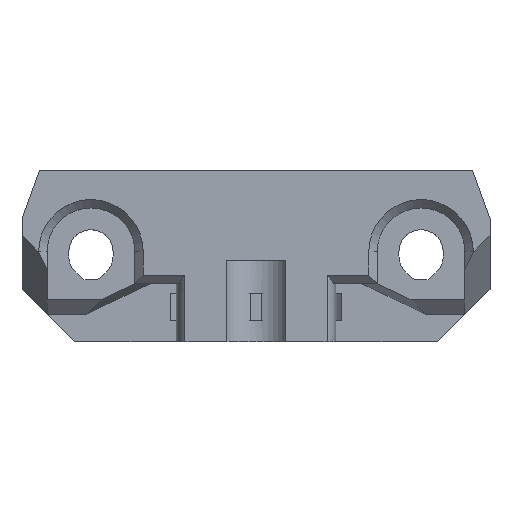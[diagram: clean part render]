
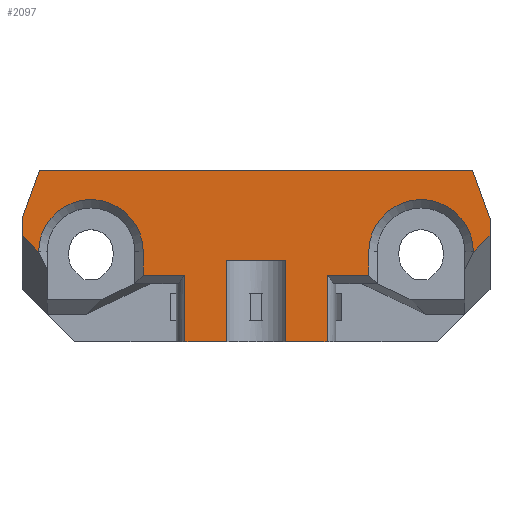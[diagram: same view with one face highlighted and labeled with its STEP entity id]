
A CAD part, top view. The second image highlights one B-rep face of the part: STEP entity #2097.
In plain terms, the highlighted planar face has unit normal (0, 0, 1).
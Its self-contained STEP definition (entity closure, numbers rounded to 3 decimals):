
#45=CIRCLE('',#2231,6.25);
#48=CIRCLE('',#2241,6.25);
#100=FACE_OUTER_BOUND('',#219,.T.);
#219=EDGE_LOOP('',(#1404,#1405,#1406,#1407,#1408,#1409,#1410,#1411,#1412,
#1413,#1414,#1415,#1416,#1417,#1418,#1419,#1420,#1421,#1422,#1423,#1424,
#1425));
#335=LINE('',#3003,#597);
#338=LINE('',#3014,#600);
#344=LINE('',#3028,#606);
#349=LINE('',#3040,#611);
#352=LINE('',#3051,#614);
#354=LINE('',#3055,#616);
#355=LINE('',#3057,#617);
#356=LINE('',#3059,#618);
#357=LINE('',#3061,#619);
#358=LINE('',#3063,#620);
#359=LINE('',#3065,#621);
#360=LINE('',#3066,#622);
#361=LINE('',#3068,#623);
#362=LINE('',#3070,#624);
#363=LINE('',#3072,#625);
#364=LINE('',#3074,#626);
#365=LINE('',#3076,#627);
#366=LINE('',#3078,#628);
#367=LINE('',#3080,#629);
#368=LINE('',#3081,#630);
#597=VECTOR('',#2403,10.);
#600=VECTOR('',#2414,10.);
#606=VECTOR('',#2428,10.);
#611=VECTOR('',#2437,10.);
#614=VECTOR('',#2448,10.);
#616=VECTOR('',#2452,10.);
#617=VECTOR('',#2453,10.);
#618=VECTOR('',#2454,10.);
#619=VECTOR('',#2455,10.);
#620=VECTOR('',#2456,10.);
#621=VECTOR('',#2457,10.);
#622=VECTOR('',#2458,10.);
#623=VECTOR('',#2459,10.);
#624=VECTOR('',#2460,10.);
#625=VECTOR('',#2461,10.);
#626=VECTOR('',#2462,10.);
#627=VECTOR('',#2463,10.);
#628=VECTOR('',#2464,10.);
#629=VECTOR('',#2465,10.);
#630=VECTOR('',#2466,10.);
#856=VERTEX_POINT('',#2996);
#859=VERTEX_POINT('',#3001);
#861=VERTEX_POINT('',#3006);
#863=VERTEX_POINT('',#3012);
#867=VERTEX_POINT('',#3027);
#869=VERTEX_POINT('',#3033);
#872=VERTEX_POINT('',#3038);
#874=VERTEX_POINT('',#3043);
#876=VERTEX_POINT('',#3049);
#877=VERTEX_POINT('',#3054);
#878=VERTEX_POINT('',#3056);
#879=VERTEX_POINT('',#3058);
#880=VERTEX_POINT('',#3060);
#881=VERTEX_POINT('',#3062);
#882=VERTEX_POINT('',#3064);
#883=VERTEX_POINT('',#3067);
#884=VERTEX_POINT('',#3069);
#885=VERTEX_POINT('',#3071);
#886=VERTEX_POINT('',#3073);
#887=VERTEX_POINT('',#3075);
#888=VERTEX_POINT('',#3077);
#889=VERTEX_POINT('',#3079);
#1061=EDGE_CURVE('',#859,#856,#335,.T.);
#1063=EDGE_CURVE('',#861,#859,#45,.T.);
#1066=EDGE_CURVE('',#863,#861,#338,.T.);
#1073=EDGE_CURVE('',#856,#867,#344,.T.);
#1079=EDGE_CURVE('',#872,#869,#349,.T.);
#1081=EDGE_CURVE('',#874,#872,#48,.T.);
#1084=EDGE_CURVE('',#876,#874,#352,.T.);
#1086=EDGE_CURVE('',#877,#863,#354,.T.);
#1087=EDGE_CURVE('',#877,#878,#355,.T.);
#1088=EDGE_CURVE('',#878,#879,#356,.T.);
#1089=EDGE_CURVE('',#879,#880,#357,.T.);
#1090=EDGE_CURVE('',#880,#881,#358,.T.);
#1091=EDGE_CURVE('',#881,#882,#359,.T.);
#1092=EDGE_CURVE('',#869,#882,#360,.T.);
#1093=EDGE_CURVE('',#883,#876,#361,.T.);
#1094=EDGE_CURVE('',#883,#884,#362,.T.);
#1095=EDGE_CURVE('',#884,#885,#363,.T.);
#1096=EDGE_CURVE('',#885,#886,#364,.T.);
#1097=EDGE_CURVE('',#886,#887,#365,.T.);
#1098=EDGE_CURVE('',#887,#888,#366,.T.);
#1099=EDGE_CURVE('',#888,#889,#367,.T.);
#1100=EDGE_CURVE('',#889,#867,#368,.T.);
#1404=ORIENTED_EDGE('',*,*,#1066,.F.);
#1405=ORIENTED_EDGE('',*,*,#1086,.F.);
#1406=ORIENTED_EDGE('',*,*,#1087,.T.);
#1407=ORIENTED_EDGE('',*,*,#1088,.T.);
#1408=ORIENTED_EDGE('',*,*,#1089,.T.);
#1409=ORIENTED_EDGE('',*,*,#1090,.T.);
#1410=ORIENTED_EDGE('',*,*,#1091,.T.);
#1411=ORIENTED_EDGE('',*,*,#1092,.F.);
#1412=ORIENTED_EDGE('',*,*,#1079,.F.);
#1413=ORIENTED_EDGE('',*,*,#1081,.F.);
#1414=ORIENTED_EDGE('',*,*,#1084,.F.);
#1415=ORIENTED_EDGE('',*,*,#1093,.F.);
#1416=ORIENTED_EDGE('',*,*,#1094,.T.);
#1417=ORIENTED_EDGE('',*,*,#1095,.T.);
#1418=ORIENTED_EDGE('',*,*,#1096,.T.);
#1419=ORIENTED_EDGE('',*,*,#1097,.T.);
#1420=ORIENTED_EDGE('',*,*,#1098,.T.);
#1421=ORIENTED_EDGE('',*,*,#1099,.T.);
#1422=ORIENTED_EDGE('',*,*,#1100,.T.);
#1423=ORIENTED_EDGE('',*,*,#1073,.F.);
#1424=ORIENTED_EDGE('',*,*,#1061,.F.);
#1425=ORIENTED_EDGE('',*,*,#1063,.F.);
#1994=PLANE('',#2244);
#2097=ADVANCED_FACE('',(#100),#1994,.T.);
#2231=AXIS2_PLACEMENT_3D('',#3008,#2407,#2408);
#2241=AXIS2_PLACEMENT_3D('',#3045,#2441,#2442);
#2244=AXIS2_PLACEMENT_3D('',#3053,#2450,#2451);
#2403=DIRECTION('',(0.,-1.,0.));
#2407=DIRECTION('center_axis',(0.,0.,1.));
#2408=DIRECTION('ref_axis',(1.,0.,0.));
#2414=DIRECTION('',(0.,1.,0.));
#2428=DIRECTION('',(-1.,0.,0.));
#2437=DIRECTION('',(0.,-1.,0.));
#2441=DIRECTION('center_axis',(0.,0.,1.));
#2442=DIRECTION('ref_axis',(1.,0.,0.));
#2448=DIRECTION('',(0.,1.,0.));
#2450=DIRECTION('center_axis',(0.,0.,1.));
#2451=DIRECTION('ref_axis',(1.,0.,0.));
#2452=DIRECTION('',(-0.707,-0.707,0.));
#2453=DIRECTION('',(0.,1.,0.));
#2454=DIRECTION('',(-0.342,0.94,0.));
#2455=DIRECTION('',(-1.,0.,0.));
#2456=DIRECTION('',(-0.342,-0.94,0.));
#2457=DIRECTION('',(0.,-1.,0.));
#2458=DIRECTION('',(-0.707,0.707,0.));
#2459=DIRECTION('',(-1.,0.,0.));
#2460=DIRECTION('',(0.,-1.,0.));
#2461=DIRECTION('',(1.,0.,0.));
#2462=DIRECTION('',(0.,1.,0.));
#2463=DIRECTION('',(1.,0.,0.));
#2464=DIRECTION('',(0.,-1.,0.));
#2465=DIRECTION('',(1.,0.,0.));
#2466=DIRECTION('',(0.,1.,0.));
#2996=CARTESIAN_POINT('',(13.5,7.95,9.4));
#3001=CARTESIAN_POINT('',(13.5,10.75,9.4));
#3003=CARTESIAN_POINT('',(13.5,5.125,9.4));
#3006=CARTESIAN_POINT('',(26.,10.75,9.4));
#3008=CARTESIAN_POINT('Origin',(19.75,10.75,9.4));
#3012=CARTESIAN_POINT('',(26.,10.702,9.4));
#3014=CARTESIAN_POINT('',(26.,10.5,9.4));
#3027=CARTESIAN_POINT('',(8.501,7.95,9.4));
#3028=CARTESIAN_POINT('',(4.387,7.95,9.4));
#3033=CARTESIAN_POINT('',(-26.,10.702,9.4));
#3038=CARTESIAN_POINT('',(-26.,10.75,9.4));
#3040=CARTESIAN_POINT('',(-26.,5.125,9.4));
#3043=CARTESIAN_POINT('',(-13.5,10.75,9.4));
#3045=CARTESIAN_POINT('Origin',(-19.75,10.75,9.4));
#3049=CARTESIAN_POINT('',(-13.5,7.95,9.4));
#3051=CARTESIAN_POINT('',(-13.5,10.5,9.4));
#3053=CARTESIAN_POINT('Origin',(0.,10.25,9.4));
#3054=CARTESIAN_POINT('',(28.,12.702,9.4));
#3055=CARTESIAN_POINT('',(17.211,1.914,9.4));
#3056=CARTESIAN_POINT('',(28.,14.75,9.4));
#3057=CARTESIAN_POINT('',(28.,0.,9.4));
#3058=CARTESIAN_POINT('',(25.907,20.5,9.4));
#3059=CARTESIAN_POINT('',(25.907,20.5,9.4));
#3060=CARTESIAN_POINT('',(-25.907,20.5,9.4));
#3061=CARTESIAN_POINT('',(28.,20.5,9.4));
#3062=CARTESIAN_POINT('',(-28.,14.75,9.4));
#3063=CARTESIAN_POINT('',(-25.907,20.5,9.4));
#3064=CARTESIAN_POINT('',(-28.,12.702,9.4));
#3065=CARTESIAN_POINT('',(-28.,20.5,9.4));
#3066=CARTESIAN_POINT('',(-17.211,1.914,9.4));
#3067=CARTESIAN_POINT('',(-8.501,7.95,9.4));
#3068=CARTESIAN_POINT('',(-4.387,7.95,9.4));
#3069=CARTESIAN_POINT('',(-8.501,0.,9.4));
#3070=CARTESIAN_POINT('',(-8.501,2.5,9.4));
#3071=CARTESIAN_POINT('',(-3.522,0.,9.4));
#3072=CARTESIAN_POINT('',(-28.,0.,9.4));
#3073=CARTESIAN_POINT('',(-3.522,9.75,9.4));
#3074=CARTESIAN_POINT('',(-3.522,0.,9.4));
#3075=CARTESIAN_POINT('',(3.522,9.75,9.4));
#3076=CARTESIAN_POINT('',(0.,9.75,9.4));
#3077=CARTESIAN_POINT('',(3.522,0.,9.4));
#3078=CARTESIAN_POINT('',(3.522,0.,9.4));
#3079=CARTESIAN_POINT('',(8.501,0.,9.4));
#3080=CARTESIAN_POINT('',(-28.,0.,9.4));
#3081=CARTESIAN_POINT('',(8.501,2.5,9.4));
